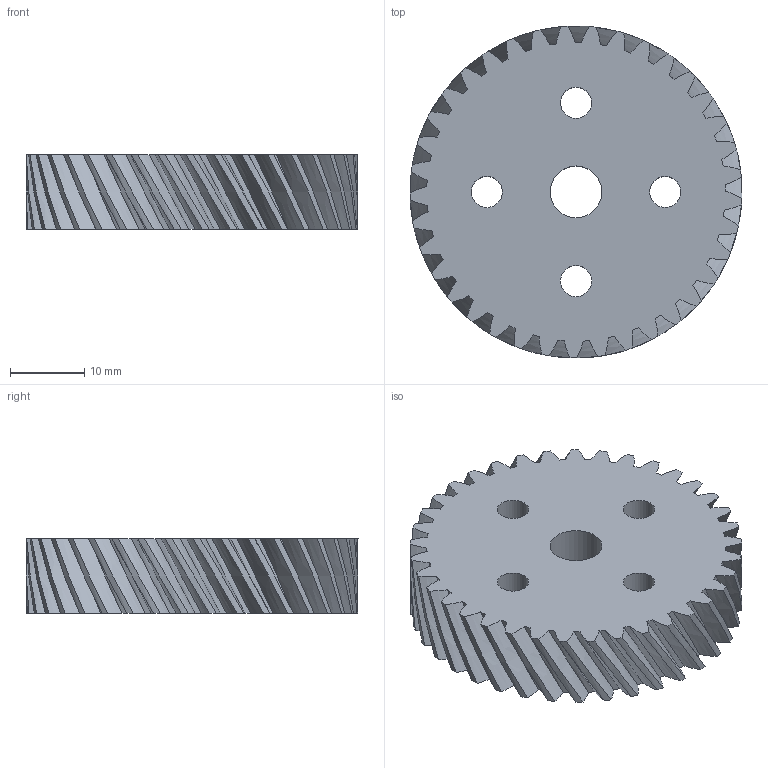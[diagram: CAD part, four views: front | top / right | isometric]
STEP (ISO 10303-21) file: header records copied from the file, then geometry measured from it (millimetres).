
FILE_DESCRIPTION(/* description */ (''),/* implementation_level */ '2;1');
FILE_NAME(/* name */ '',/* time_stamp */ '2025-10-25T16:01:04+03:00',/* author */ ('Phantom'),/* organization */ (''),/* preprocessor_version */ 'ST-DEVELOPER v20',/* originating_system */ 'Autodesk Inventor 2025',/* authorisation */ '');
FILE_SCHEMA (('AUTOMOTIVE_DESIGN { 1 0 10303 214 3 1 1 }'));
Length unit declared in the file: millimetre
Products named in the file (1): Цилиндрическое зубчатое 
зацепление1
Bounding box: 44.72 x 44.72 x 10 mm (x, y, z)
Volume: 13312.3 mm3; surface area: 6112.8 mm2
Topology: 1 solids, 1 shells, 155 faces, 459 edges, 306 vertices
Faces by surface type: bspline 111, cylinder 42, plane 2
Full cylindrical faces by diameter (mm): 4.2 x4, 7 x1
Entity records: 6996 total; most frequent: CARTESIAN_POINT 3770, ORIENTED_EDGE 918, EDGE_CURVE 459, B_SPLINE_CURVE_WITH_KNOTS 370, VERTEX_POINT 306, DIRECTION 263, EDGE_LOOP 165, FACE_OUTER_BOUND 155
